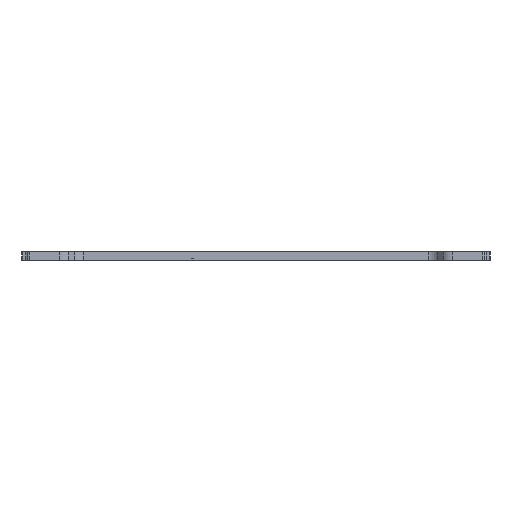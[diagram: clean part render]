
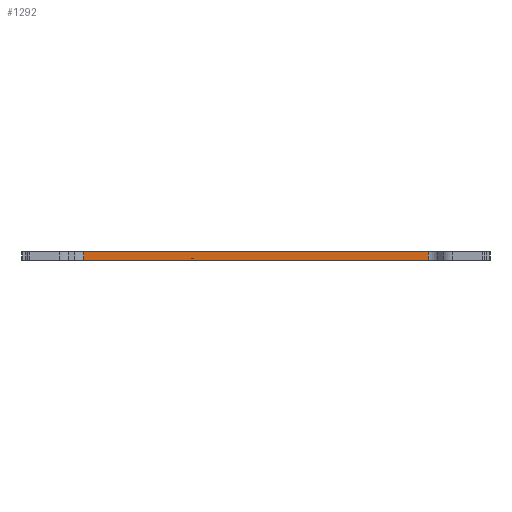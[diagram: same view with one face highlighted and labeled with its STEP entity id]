
A CAD part, front view. The second image highlights one B-rep face of the part: STEP entity #1292.
In plain terms, the highlighted planar face has unit normal (0, -1, 0).
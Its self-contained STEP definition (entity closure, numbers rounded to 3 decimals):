
#441 = EDGE_CURVE ( 'NONE', #3633, #10996, #12063, .T. ) ;
#486 = ORIENTED_EDGE ( 'NONE', *, *, #9045, .F. ) ;
#563 = PLANE ( 'NONE',  #14444 ) ;
#1290 = LINE ( 'NONE', #1685, #13255 ) ;
#1292 = ADVANCED_FACE ( 'NONE', ( #5655 ), #563, .F. ) ;
#1685 = CARTESIAN_POINT ( 'NONE',  ( -122.984, -183.093, -3. ) ) ;
#1732 = CARTESIAN_POINT ( 'NONE',  ( -126.948, -183.093, 3. ) ) ;
#2845 = DIRECTION ( 'NONE',  ( 0., 0., -1. ) ) ;
#3052 = EDGE_CURVE ( 'NONE', #9824, #3633, #1290, .T. ) ;
#3182 = EDGE_LOOP ( 'NONE', ( #5867, #6127, #8607, #486 ) ) ;
#3633 = VERTEX_POINT ( 'NONE', #10751 ) ;
#4292 = EDGE_CURVE ( 'NONE', #9824, #6811, #6155, .T. ) ;
#5064 = CARTESIAN_POINT ( 'NONE',  ( -126.948, -183.093, -3. ) ) ;
#5196 = DIRECTION ( 'NONE',  ( 0., 1., 0. ) ) ;
#5655 = FACE_OUTER_BOUND ( 'NONE', #3182, .T. ) ;
#5867 = ORIENTED_EDGE ( 'NONE', *, *, #4292, .F. ) ;
#6127 = ORIENTED_EDGE ( 'NONE', *, *, #3052, .T. ) ;
#6155 = LINE ( 'NONE', #7610, #13091 ) ;
#6263 = CARTESIAN_POINT ( 'NONE',  ( 122.984, -183.093, 3. ) ) ;
#6362 = DIRECTION ( 'NONE',  ( 0., 0., 1. ) ) ;
#6383 = DIRECTION ( 'NONE',  ( 0., 0., -1. ) ) ;
#6504 = CARTESIAN_POINT ( 'NONE',  ( 122.984, -183.093, -3. ) ) ;
#6811 = VERTEX_POINT ( 'NONE', #6263 ) ;
#7610 = CARTESIAN_POINT ( 'NONE',  ( -126.948, -183.093, 3. ) ) ;
#8074 = CARTESIAN_POINT ( 'NONE',  ( -122.984, -183.093, 3. ) ) ;
#8607 = ORIENTED_EDGE ( 'NONE', *, *, #441, .T. ) ;
#9045 = EDGE_CURVE ( 'NONE', #6811, #10996, #12029, .T. ) ;
#9642 = CARTESIAN_POINT ( 'NONE',  ( 122.984, -183.093, -3. ) ) ;
#9824 = VERTEX_POINT ( 'NONE', #8074 ) ;
#10751 = CARTESIAN_POINT ( 'NONE',  ( -122.984, -183.093, -3. ) ) ;
#10996 = VERTEX_POINT ( 'NONE', #6504 ) ;
#11128 = DIRECTION ( 'NONE',  ( 1., 0., 0. ) ) ;
#12029 = LINE ( 'NONE', #9642, #14013 ) ;
#12063 = LINE ( 'NONE', #5064, #14059 ) ;
#13091 = VECTOR ( 'NONE', #11128, 1000. ) ;
#13255 = VECTOR ( 'NONE', #2845, 1000. ) ;
#13575 = DIRECTION ( 'NONE',  ( 1., 0., 0. ) ) ;
#14013 = VECTOR ( 'NONE', #6383, 1000. ) ;
#14059 = VECTOR ( 'NONE', #13575, 1000. ) ;
#14444 = AXIS2_PLACEMENT_3D ( 'NONE', #1732, #5196, #6362 ) ;
